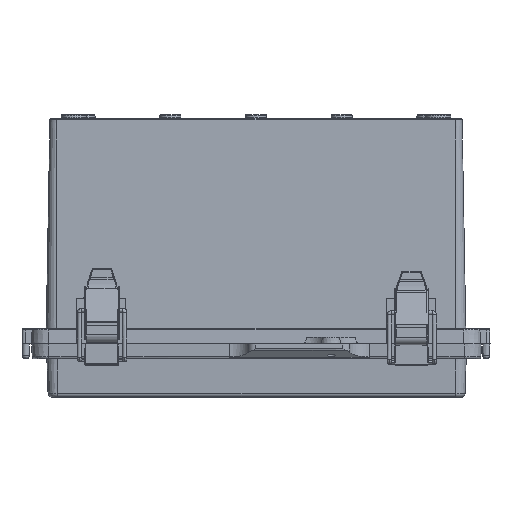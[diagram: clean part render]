
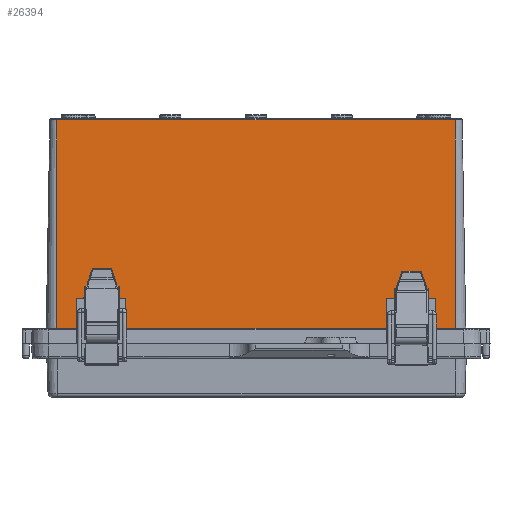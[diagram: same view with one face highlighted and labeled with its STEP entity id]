
A CAD part, front view. The second image highlights one B-rep face of the part: STEP entity #26394.
In plain terms, the highlighted planar face has unit normal (0, -1, 0.018).
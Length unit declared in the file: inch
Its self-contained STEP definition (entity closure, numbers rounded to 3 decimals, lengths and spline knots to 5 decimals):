
#123 = CARTESIAN_POINT ( 'NONE',  ( 0.79724, -3.85416, 0.27559 ) ) ;
#225 = VERTEX_POINT ( 'NONE', #2965 ) ;
#572 = EDGE_CURVE ( 'NONE', #23732, #18982, #32017, .T. ) ;
#598 = CARTESIAN_POINT ( 'NONE',  ( -1.21906, -3.78715, 4.11452 ) ) ;
#710 = CARTESIAN_POINT ( 'NONE',  ( 2.73294, -3.85416, 0.27559 ) ) ;
#1118 = DIRECTION ( 'NONE',  ( 0., -1., 0.017 ) ) ;
#1373 = B_SPLINE_CURVE_WITH_KNOTS ( 'NONE', 3,
 ( #9393, #2010, #2225, #22430 ),
 .UNSPECIFIED., .F., .F.,
 ( 4, 4 ),
 ( 0., 1. ),
 .UNSPECIFIED. ) ;
#1931 = CARTESIAN_POINT ( 'NONE',  ( 3.65718, -3.80949, 2.83487 ) ) ;
#2010 = CARTESIAN_POINT ( 'NONE',  ( 3.41722, -3.85416, 0.27559 ) ) ;
#2225 = CARTESIAN_POINT ( 'NONE',  ( 3.5372, -3.85416, 0.27559 ) ) ;
#2892 = ORIENTED_EDGE ( 'NONE', *, *, #16465, .F. ) ;
#2965 = CARTESIAN_POINT ( 'NONE',  ( 3.65718, -3.78715, 4.11452 ) ) ;
#3034 = B_SPLINE_CURVE_WITH_KNOTS ( 'NONE', 3,
 ( #31435, #17507, #7189, #41742 ),
 .UNSPECIFIED., .F., .F.,
 ( 4, 4 ),
 ( 0., 1. ),
 .UNSPECIFIED. ) ;
#3177 = ORIENTED_EDGE ( 'NONE', *, *, #19420, .T. ) ;
#3252 = CARTESIAN_POINT ( 'NONE',  ( 3.17913, -3.85416, 0.27559 ) ) ;
#4940 = B_SPLINE_CURVE_WITH_KNOTS ( 'NONE', 3,
 ( #31332, #598, #14258, #10438 ),
 .UNSPECIFIED., .F., .F.,
 ( 4, 4 ),
 ( 0., 1. ),
 .UNSPECIFIED. ) ;
#5275 = EDGE_CURVE ( 'NONE', #23800, #35837, #25706, .T. ) ;
#5832 = CARTESIAN_POINT ( 'NONE',  ( -3.65718, -3.85416, 0.27559 ) ) ;
#6183 = CARTESIAN_POINT ( 'NONE',  ( 2.39173, -3.85416, 0.27559 ) ) ;
#6686 = B_SPLINE_CURVE_WITH_KNOTS ( 'NONE', 3,
 ( #22014, #710, #41976, #14809 ),
 .UNSPECIFIED., .F., .F.,
 ( 4, 4 ),
 ( 0., 1. ),
 .UNSPECIFIED. ) ;
#7189 = CARTESIAN_POINT ( 'NONE',  ( 2.4311, -3.85416, 0.27559 ) ) ;
#7549 = CARTESIAN_POINT ( 'NONE',  ( -3.25787, -3.85416, 0.27559 ) ) ;
#9393 = CARTESIAN_POINT ( 'NONE',  ( 3.29724, -3.85416, 0.27559 ) ) ;
#10065 = CARTESIAN_POINT ( 'NONE',  ( -3.65718, -3.83183, 1.55523 ) ) ;
#10438 = CARTESIAN_POINT ( 'NONE',  ( 3.65718, -3.78715, 4.11452 ) ) ;
#10449 = CARTESIAN_POINT ( 'NONE',  ( -3.2185, -3.85416, 0.27559 ) ) ;
#10691 = B_SPLINE_CURVE_WITH_KNOTS ( 'NONE', 3,
 ( #12456, #15380, #26166, #12237 ),
 .UNSPECIFIED., .F., .F.,
 ( 4, 4 ),
 ( 0., 1. ),
 .UNSPECIFIED. ) ;
#10943 = CARTESIAN_POINT ( 'NONE',  ( -3.65718, -3.85416, 0.27559 ) ) ;
#12163 = ORIENTED_EDGE ( 'NONE', *, *, #24210, .T. ) ;
#12237 = CARTESIAN_POINT ( 'NONE',  ( -2.50984, -3.85416, 0.27559 ) ) ;
#12456 = CARTESIAN_POINT ( 'NONE',  ( -3.17913, -3.85416, 0.27559 ) ) ;
#12458 = DIRECTION ( 'NONE',  ( -1., 0., 0. ) ) ;
#12582 = CARTESIAN_POINT ( 'NONE',  ( -2.4311, -3.85416, 0.27559 ) ) ;
#14258 = CARTESIAN_POINT ( 'NONE',  ( 1.21906, -3.78715, 4.11452 ) ) ;
#14465 = EDGE_CURVE ( 'NONE', #31069, #35839, #10691, .T. ) ;
#14552 = ORIENTED_EDGE ( 'NONE', *, *, #16768, .T. ) ;
#14683 = CARTESIAN_POINT ( 'NONE',  ( -3.5372, -3.85416, 0.27559 ) ) ;
#14809 = CARTESIAN_POINT ( 'NONE',  ( 3.17913, -3.85416, 0.27559 ) ) ;
#15380 = CARTESIAN_POINT ( 'NONE',  ( -2.95604, -3.85416, 0.27559 ) ) ;
#15526 = B_SPLINE_CURVE_WITH_KNOTS ( 'NONE', 3,
 ( #15950, #43335, #12582, #26296 ),
 .UNSPECIFIED., .F., .F.,
 ( 4, 4 ),
 ( 0., 1. ),
 .UNSPECIFIED. ) ;
#15545 = B_SPLINE_CURVE_WITH_KNOTS ( 'NONE', 3,
 ( #18295, #14683, #25267, #42079 ),
 .UNSPECIFIED., .F., .F.,
 ( 4, 4 ),
 ( 0., 1. ),
 .UNSPECIFIED. ) ;
#15950 = CARTESIAN_POINT ( 'NONE',  ( -2.50984, -3.85416, 0.27559 ) ) ;
#16046 = PLANE ( 'NONE',  #26656 ) ;
#16465 = EDGE_CURVE ( 'NONE', #20588, #35837, #3034, .T. ) ;
#16768 = EDGE_CURVE ( 'NONE', #33492, #17715, #1373, .T. ) ;
#17507 = CARTESIAN_POINT ( 'NONE',  ( 2.47047, -3.85416, 0.27559 ) ) ;
#17715 = VERTEX_POINT ( 'NONE', #25148 ) ;
#18295 = CARTESIAN_POINT ( 'NONE',  ( -3.65718, -3.85416, 0.27559 ) ) ;
#18310 = CARTESIAN_POINT ( 'NONE',  ( 3.29724, -3.85416, 0.27559 ) ) ;
#18553 = CARTESIAN_POINT ( 'NONE',  ( 3.65718, -3.83183, 1.55523 ) ) ;
#18982 = VERTEX_POINT ( 'NONE', #10943 ) ;
#19420 = EDGE_CURVE ( 'NONE', #18982, #34024, #15545, .T. ) ;
#19745 = CARTESIAN_POINT ( 'NONE',  ( -3.65718, -3.78715, 4.11452 ) ) ;
#20190 = CARTESIAN_POINT ( 'NONE',  ( -3.65718, -3.78715, 4.11452 ) ) ;
#20303 = CARTESIAN_POINT ( 'NONE',  ( 3.29724, -3.85416, 0.27559 ) ) ;
#20588 = VERTEX_POINT ( 'NONE', #31209 ) ;
#22014 = CARTESIAN_POINT ( 'NONE',  ( 2.50984, -3.85416, 0.27559 ) ) ;
#22126 = B_SPLINE_CURVE_WITH_KNOTS ( 'NONE', 3,
 ( #27982, #18553, #1931, #39183 ),
 .UNSPECIFIED., .F., .F.,
 ( 4, 4 ),
 ( 0., 1. ),
 .UNSPECIFIED. ) ;
#22430 = CARTESIAN_POINT ( 'NONE',  ( 3.65718, -3.85416, 0.27559 ) ) ;
#22443 = ORIENTED_EDGE ( 'NONE', *, *, #34417, .T. ) ;
#23203 = EDGE_CURVE ( 'NONE', #20588, #43860, #6686, .T. ) ;
#23571 = CARTESIAN_POINT ( 'NONE',  ( -3.29724, -3.85416, 0.27559 ) ) ;
#23732 = VERTEX_POINT ( 'NONE', #19745 ) ;
#23800 = VERTEX_POINT ( 'NONE', #30952 ) ;
#24125 = CARTESIAN_POINT ( 'NONE',  ( -2.39173, -3.85416, 0.27559 ) ) ;
#24210 = EDGE_CURVE ( 'NONE', #17715, #225, #22126, .T. ) ;
#25148 = CARTESIAN_POINT ( 'NONE',  ( 3.65718, -3.85416, 0.27559 ) ) ;
#25267 = CARTESIAN_POINT ( 'NONE',  ( -3.41722, -3.85416, 0.27559 ) ) ;
#25649 = ORIENTED_EDGE ( 'NONE', *, *, #23203, .T. ) ;
#25706 = B_SPLINE_CURVE_WITH_KNOTS ( 'NONE', 3,
 ( #24125, #37833, #123, #6183 ),
 .UNSPECIFIED., .F., .F.,
 ( 4, 4 ),
 ( 0., 1. ),
 .UNSPECIFIED. ) ;
#26166 = CARTESIAN_POINT ( 'NONE',  ( -2.73294, -3.85416, 0.27559 ) ) ;
#26203 = CARTESIAN_POINT ( 'NONE',  ( -3.17913, -3.85416, 0.27559 ) ) ;
#26296 = CARTESIAN_POINT ( 'NONE',  ( -2.39173, -3.85416, 0.27559 ) ) ;
#26394 = ADVANCED_FACE ( 'NONE', ( #39022 ), #16046, .T. ) ;
#26656 = AXIS2_PLACEMENT_3D ( 'NONE', #28717, #1118, #12458 ) ;
#27090 = B_SPLINE_CURVE_WITH_KNOTS ( 'NONE', 3,
 ( #38299, #7549, #10449, #37875 ),
 .UNSPECIFIED., .F., .F.,
 ( 4, 4 ),
 ( 0., 1. ),
 .UNSPECIFIED. ) ;
#27982 = CARTESIAN_POINT ( 'NONE',  ( 3.65718, -3.85416, 0.27559 ) ) ;
#28717 = CARTESIAN_POINT ( 'NONE',  ( 3.65718, -3.85416, 0.27559 ) ) ;
#29376 = ORIENTED_EDGE ( 'NONE', *, *, #34778, .F. ) ;
#29771 = CARTESIAN_POINT ( 'NONE',  ( 3.17913, -3.85416, 0.27559 ) ) ;
#30265 = B_SPLINE_CURVE_WITH_KNOTS ( 'NONE', 3,
 ( #20303, #33980, #37581, #3252 ),
 .UNSPECIFIED., .F., .F.,
 ( 4, 4 ),
 ( 0., 1. ),
 .UNSPECIFIED. ) ;
#30952 = CARTESIAN_POINT ( 'NONE',  ( -2.39173, -3.85416, 0.27559 ) ) ;
#31069 = VERTEX_POINT ( 'NONE', #26203 ) ;
#31209 = CARTESIAN_POINT ( 'NONE',  ( 2.50984, -3.85416, 0.27559 ) ) ;
#31289 = ORIENTED_EDGE ( 'NONE', *, *, #31400, .F. ) ;
#31332 = CARTESIAN_POINT ( 'NONE',  ( -3.65718, -3.78715, 4.11452 ) ) ;
#31400 = EDGE_CURVE ( 'NONE', #23732, #225, #4940, .T. ) ;
#31435 = CARTESIAN_POINT ( 'NONE',  ( 2.50984, -3.85416, 0.27559 ) ) ;
#32017 = B_SPLINE_CURVE_WITH_KNOTS ( 'NONE', 3,
 ( #20190, #33869, #10065, #5832 ),
 .UNSPECIFIED., .F., .F.,
 ( 4, 4 ),
 ( 0., 1. ),
 .UNSPECIFIED. ) ;
#33492 = VERTEX_POINT ( 'NONE', #18310 ) ;
#33869 = CARTESIAN_POINT ( 'NONE',  ( -3.65718, -3.80949, 2.83487 ) ) ;
#33980 = CARTESIAN_POINT ( 'NONE',  ( 3.25787, -3.85416, 0.27559 ) ) ;
#34024 = VERTEX_POINT ( 'NONE', #23571 ) ;
#34369 = ORIENTED_EDGE ( 'NONE', *, *, #14465, .T. ) ;
#34417 = EDGE_CURVE ( 'NONE', #34024, #31069, #27090, .T. ) ;
#34744 = ORIENTED_EDGE ( 'NONE', *, *, #5275, .T. ) ;
#34778 = EDGE_CURVE ( 'NONE', #33492, #43860, #30265, .T. ) ;
#35837 = VERTEX_POINT ( 'NONE', #38250 ) ;
#35839 = VERTEX_POINT ( 'NONE', #41832 ) ;
#37581 = CARTESIAN_POINT ( 'NONE',  ( 3.2185, -3.85416, 0.27559 ) ) ;
#37833 = CARTESIAN_POINT ( 'NONE',  ( -0.79724, -3.85416, 0.27559 ) ) ;
#37875 = CARTESIAN_POINT ( 'NONE',  ( -3.17913, -3.85416, 0.27559 ) ) ;
#38250 = CARTESIAN_POINT ( 'NONE',  ( 2.39173, -3.85416, 0.27559 ) ) ;
#38299 = CARTESIAN_POINT ( 'NONE',  ( -3.29724, -3.85416, 0.27559 ) ) ;
#39022 = FACE_OUTER_BOUND ( 'NONE', #42242, .T. ) ;
#39183 = CARTESIAN_POINT ( 'NONE',  ( 3.65718, -3.78715, 4.11452 ) ) ;
#39612 = EDGE_CURVE ( 'NONE', #35839, #23800, #15526, .T. ) ;
#40307 = ORIENTED_EDGE ( 'NONE', *, *, #39612, .T. ) ;
#41742 = CARTESIAN_POINT ( 'NONE',  ( 2.39173, -3.85416, 0.27559 ) ) ;
#41832 = CARTESIAN_POINT ( 'NONE',  ( -2.50984, -3.85416, 0.27559 ) ) ;
#41976 = CARTESIAN_POINT ( 'NONE',  ( 2.95604, -3.85416, 0.27559 ) ) ;
#42079 = CARTESIAN_POINT ( 'NONE',  ( -3.29724, -3.85416, 0.27559 ) ) ;
#42242 = EDGE_LOOP ( 'NONE', ( #14552, #12163, #31289, #43279, #3177, #22443, #34369, #40307, #34744, #2892, #25649, #29376 ) ) ;
#43279 = ORIENTED_EDGE ( 'NONE', *, *, #572, .T. ) ;
#43335 = CARTESIAN_POINT ( 'NONE',  ( -2.47047, -3.85416, 0.27559 ) ) ;
#43860 = VERTEX_POINT ( 'NONE', #29771 ) ;
